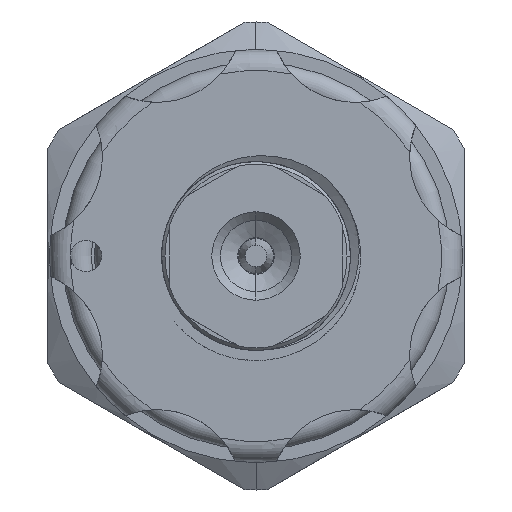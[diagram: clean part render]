
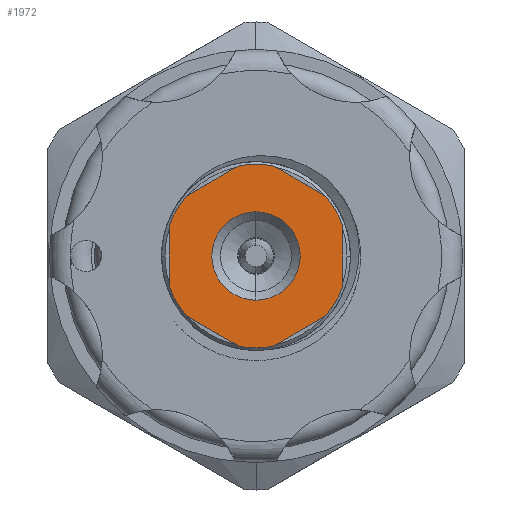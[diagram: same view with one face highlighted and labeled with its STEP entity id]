
A CAD part, left-side view. The second image highlights one B-rep face of the part: STEP entity #1972.
In plain terms, the highlighted planar face has unit normal (-1, 0, 0).
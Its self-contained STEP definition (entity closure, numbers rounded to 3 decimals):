
#281 = EDGE_CURVE ( 'NONE', #6007, #6038, #6488, .T. ) ;
#282 = EDGE_CURVE ( 'NONE', #6007, #5995, #6484, .T. ) ;
#283 = EDGE_CURVE ( 'NONE', #5705, #5995, #6489, .T. ) ;
#285 = EDGE_CURVE ( 'NONE', #6049, #6010, #6492, .T. ) ;
#287 = EDGE_CURVE ( 'NONE', #6049, #6008, #6494, .T. ) ;
#289 = EDGE_CURVE ( 'NONE', #5788, #6008, #6495, .T. ) ;
#292 = EDGE_CURVE ( 'NONE', #5978, #6010, #6491, .T. ) ;
#294 = EDGE_CURVE ( 'NONE', #6047, #6048, #6498, .T. ) ;
#296 = EDGE_CURVE ( 'NONE', #6047, #5996, #6500, .T. ) ;
#299 = EDGE_CURVE ( 'NONE', #5978, #5996, #6501, .T. ) ;
#301 = EDGE_CURVE ( 'NONE', #5977, #6048, #6503, .T. ) ;
#303 = EDGE_CURVE ( 'NONE', #5977, #6038, #6504, .T. ) ;
#306 = EDGE_CURVE ( 'NONE', #5723, #5722, #6506, .T. ) ;
#965 = AXIS2_PLACEMENT_3D ( 'NONE', #2249, #2250, #2251 ) ;
#968 = AXIS2_PLACEMENT_3D ( 'NONE', #2267, #2268, #2269 ) ;
#970 = AXIS2_PLACEMENT_3D ( 'NONE', #2264, #2265, #2266 ) ;
#972 = AXIS2_PLACEMENT_3D ( 'NONE', #2259, #2260, #2261 ) ;
#975 = AXIS2_PLACEMENT_3D ( 'NONE', #2253, #2254, #2255 ) ;
#976 = AXIS2_PLACEMENT_3D ( 'NONE', #2270, #2271, #2272 ) ;
#984 = AXIS2_PLACEMENT_3D ( 'NONE', #2273, #2274, #2275 ) ;
#1972 = ADVANCED_FACE ( 'NONE', ( #9839, #9847 ), #15165, .T. ) ;
#2230 = DIRECTION ( 'NONE',  ( 0., 0., 1. ) ) ;
#2238 = CARTESIAN_POINT ( 'NONE',  ( -98.777, -5., -2.887 ) ) ;
#2245 = DIRECTION ( 'NONE',  ( 0., -0.866, 0.5 ) ) ;
#2246 = CARTESIAN_POINT ( 'NONE',  ( -98.777, 5., -2.887 ) ) ;
#2247 = DIRECTION ( 'NONE',  ( 0., -0.866, -0.5 ) ) ;
#2248 = CARTESIAN_POINT ( 'NONE',  ( -98.777, 0., -5.774 ) ) ;
#2249 = CARTESIAN_POINT ( 'NONE',  ( -98.777, 0., 0. ) ) ;
#2250 = DIRECTION ( 'NONE',  ( 1., 0., 0. ) ) ;
#2251 = DIRECTION ( 'NONE',  ( 0., 0., -1. ) ) ;
#2252 = DIRECTION ( 'NONE',  ( 0., 0., -1. ) ) ;
#2253 = CARTESIAN_POINT ( 'NONE',  ( -98.777, 0., 0. ) ) ;
#2254 = DIRECTION ( 'NONE',  ( 1., 0., 0. ) ) ;
#2255 = DIRECTION ( 'NONE',  ( 0., 0., -1. ) ) ;
#2256 = DIRECTION ( 'NONE',  ( 0., 0.866, -0.5 ) ) ;
#2257 = CARTESIAN_POINT ( 'NONE',  ( -98.777, 0., 5.774 ) ) ;
#2258 = CARTESIAN_POINT ( 'NONE',  ( -98.777, 5., 2.887 ) ) ;
#2259 = CARTESIAN_POINT ( 'NONE',  ( -98.777, 0., 0. ) ) ;
#2260 = DIRECTION ( 'NONE',  ( 1., 0., 0. ) ) ;
#2261 = DIRECTION ( 'NONE',  ( 0., 0., -1. ) ) ;
#2262 = CARTESIAN_POINT ( 'NONE',  ( -98.777, -5., 2.887 ) ) ;
#2263 = DIRECTION ( 'NONE',  ( 0., 0.866, 0.5 ) ) ;
#2264 = CARTESIAN_POINT ( 'NONE',  ( -98.777, 0., 0. ) ) ;
#2265 = DIRECTION ( 'NONE',  ( 1., 0., 0. ) ) ;
#2266 = DIRECTION ( 'NONE',  ( 0., 0., -1. ) ) ;
#2267 = CARTESIAN_POINT ( 'NONE',  ( -98.777, 0., 0. ) ) ;
#2268 = DIRECTION ( 'NONE',  ( 1., 0., 0. ) ) ;
#2269 = DIRECTION ( 'NONE',  ( 0., 0., -1. ) ) ;
#2270 = CARTESIAN_POINT ( 'NONE',  ( -98.777, 0., 0. ) ) ;
#2271 = DIRECTION ( 'NONE',  ( 1., 0., 0. ) ) ;
#2272 = DIRECTION ( 'NONE',  ( 0., 0., -1. ) ) ;
#2273 = CARTESIAN_POINT ( 'NONE',  ( -98.777, 0., 0. ) ) ;
#2274 = DIRECTION ( 'NONE',  ( 1., 0., 0. ) ) ;
#2275 = DIRECTION ( 'NONE',  ( 0., 0., 1. ) ) ;
#3263 = ORIENTED_EDGE ( 'NONE', *, *, #7106, .T. ) ;
#3264 = ORIENTED_EDGE ( 'NONE', *, *, #306, .T. ) ;
#3265 = ORIENTED_EDGE ( 'NONE', *, *, #303, .F. ) ;
#3266 = ORIENTED_EDGE ( 'NONE', *, *, #301, .T. ) ;
#3267 = ORIENTED_EDGE ( 'NONE', *, *, #294, .F. ) ;
#3268 = ORIENTED_EDGE ( 'NONE', *, *, #296, .T. ) ;
#3269 = ORIENTED_EDGE ( 'NONE', *, *, #299, .F. ) ;
#3270 = ORIENTED_EDGE ( 'NONE', *, *, #292, .T. ) ;
#3271 = ORIENTED_EDGE ( 'NONE', *, *, #285, .F. ) ;
#3272 = ORIENTED_EDGE ( 'NONE', *, *, #287, .T. ) ;
#3273 = ORIENTED_EDGE ( 'NONE', *, *, #289, .F. ) ;
#3274 = ORIENTED_EDGE ( 'NONE', *, *, #7120, .F. ) ;
#3275 = ORIENTED_EDGE ( 'NONE', *, *, #283, .T. ) ;
#3276 = ORIENTED_EDGE ( 'NONE', *, *, #282, .F. ) ;
#3277 = ORIENTED_EDGE ( 'NONE', *, *, #281, .T. ) ;
#3783 = EDGE_LOOP ( 'NONE', ( #3263, #3264 ) ) ;
#5705 = VERTEX_POINT ( 'NONE', #15696 ) ;
#5722 = VERTEX_POINT ( 'NONE', #15714 ) ;
#5723 = VERTEX_POINT ( 'NONE', #15715 ) ;
#5788 = VERTEX_POINT ( 'NONE', #15780 ) ;
#5977 = VERTEX_POINT ( 'NONE', #15936 ) ;
#5978 = VERTEX_POINT ( 'NONE', #15937 ) ;
#5995 = VERTEX_POINT ( 'NONE', #15953 ) ;
#5996 = VERTEX_POINT ( 'NONE', #15954 ) ;
#6007 = VERTEX_POINT ( 'NONE', #15965 ) ;
#6008 = VERTEX_POINT ( 'NONE', #15966 ) ;
#6010 = VERTEX_POINT ( 'NONE', #15968 ) ;
#6038 = VERTEX_POINT ( 'NONE', #15996 ) ;
#6047 = VERTEX_POINT ( 'NONE', #16005 ) ;
#6048 = VERTEX_POINT ( 'NONE', #16006 ) ;
#6049 = VERTEX_POINT ( 'NONE', #16007 ) ;
#6421 = EDGE_LOOP ( 'NONE', ( #3265, #3266, #3267, #3268, #3269, #3270, #3271, #3272, #3273, #3274, #3275, #3276, #3277 ) ) ;
#6484 = CIRCLE ( 'NONE', #965, 5.3 ) ;
#6488 = LINE ( 'NONE', #2238, #6490 ) ;
#6489 = LINE ( 'NONE', #2248, #6493 ) ;
#6490 = VECTOR ( 'NONE', #2230, 1000. ) ;
#6491 = LINE ( 'NONE', #2258, #6499 ) ;
#6492 = CIRCLE ( 'NONE', #975, 5.3 ) ;
#6493 = VECTOR ( 'NONE', #2245, 1000. ) ;
#6494 = LINE ( 'NONE', #2246, #6496 ) ;
#6495 = CIRCLE ( 'NONE', #972, 5.3 ) ;
#6496 = VECTOR ( 'NONE', #2247, 1000. ) ;
#6498 = CIRCLE ( 'NONE', #970, 5.3 ) ;
#6499 = VECTOR ( 'NONE', #2252, 1000. ) ;
#6500 = LINE ( 'NONE', #2257, #6502 ) ;
#6501 = CIRCLE ( 'NONE', #968, 5.3 ) ;
#6502 = VECTOR ( 'NONE', #2256, 1000. ) ;
#6503 = LINE ( 'NONE', #2262, #6505 ) ;
#6504 = CIRCLE ( 'NONE', #976, 5.3 ) ;
#6505 = VECTOR ( 'NONE', #2263, 1000. ) ;
#6506 = CIRCLE ( 'NONE', #984, 2.55 ) ;
#7106 = EDGE_CURVE ( 'NONE', #5722, #5723, #16782, .T. ) ;
#7120 = EDGE_CURVE ( 'NONE', #5705, #5788, #16798, .T. ) ;
#9839 = FACE_BOUND ( 'NONE', #3783, .T. ) ;
#9847 = FACE_OUTER_BOUND ( 'NONE', #6421, .T. ) ;
#12168 = AXIS2_PLACEMENT_3D ( 'NONE', #15162, #15167, #15168 ) ;
#12329 = AXIS2_PLACEMENT_3D ( 'NONE', #19140, #19141, #19142 ) ;
#12339 = AXIS2_PLACEMENT_3D ( 'NONE', #19228, #19229, #19230 ) ;
#15162 = CARTESIAN_POINT ( 'NONE',  ( -98.777, 0., 0. ) ) ;
#15165 = PLANE ( 'NONE',  #12168 ) ;
#15167 = DIRECTION ( 'NONE',  ( -1., 0., 0. ) ) ;
#15168 = DIRECTION ( 'NONE',  ( 0., 0., 1. ) ) ;
#15696 = CARTESIAN_POINT ( 'NONE',  ( -98.777, -0.978, -5.209 ) ) ;
#15714 = CARTESIAN_POINT ( 'NONE',  ( -98.777, 0., 2.55 ) ) ;
#15715 = CARTESIAN_POINT ( 'NONE',  ( -98.777, 0., -2.55 ) ) ;
#15780 = CARTESIAN_POINT ( 'NONE',  ( -98.777, 0., -5.3 ) ) ;
#15936 = CARTESIAN_POINT ( 'NONE',  ( -98.777, -4.022, 3.451 ) ) ;
#15937 = CARTESIAN_POINT ( 'NONE',  ( -98.777, 5., 1.758 ) ) ;
#15953 = CARTESIAN_POINT ( 'NONE',  ( -98.777, -4.022, -3.451 ) ) ;
#15954 = CARTESIAN_POINT ( 'NONE',  ( -98.777, 4.022, 3.451 ) ) ;
#15965 = CARTESIAN_POINT ( 'NONE',  ( -98.777, -5., -1.758 ) ) ;
#15966 = CARTESIAN_POINT ( 'NONE',  ( -98.777, 0.978, -5.209 ) ) ;
#15968 = CARTESIAN_POINT ( 'NONE',  ( -98.777, 5., -1.758 ) ) ;
#15996 = CARTESIAN_POINT ( 'NONE',  ( -98.777, -5., 1.758 ) ) ;
#16005 = CARTESIAN_POINT ( 'NONE',  ( -98.777, 0.978, 5.209 ) ) ;
#16006 = CARTESIAN_POINT ( 'NONE',  ( -98.777, -0.978, 5.209 ) ) ;
#16007 = CARTESIAN_POINT ( 'NONE',  ( -98.777, 4.022, -3.451 ) ) ;
#16782 = CIRCLE ( 'NONE', #12329, 2.55 ) ;
#16798 = CIRCLE ( 'NONE', #12339, 5.3 ) ;
#19140 = CARTESIAN_POINT ( 'NONE',  ( -98.777, 0., 0. ) ) ;
#19141 = DIRECTION ( 'NONE',  ( 1., 0., 0. ) ) ;
#19142 = DIRECTION ( 'NONE',  ( 0., 0., 1. ) ) ;
#19228 = CARTESIAN_POINT ( 'NONE',  ( -98.777, 0., 0. ) ) ;
#19229 = DIRECTION ( 'NONE',  ( 1., 0., 0. ) ) ;
#19230 = DIRECTION ( 'NONE',  ( 0., 0., -1. ) ) ;
